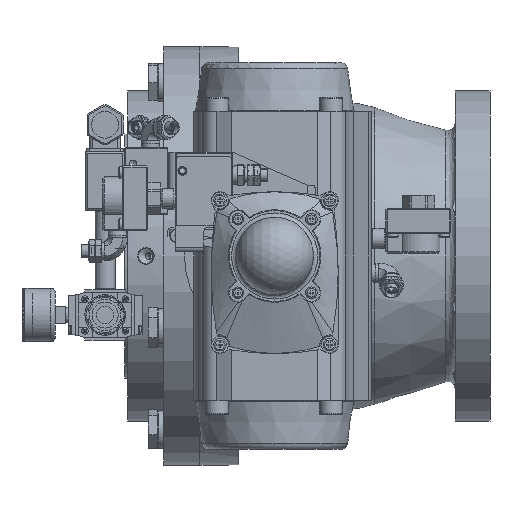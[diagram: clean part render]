
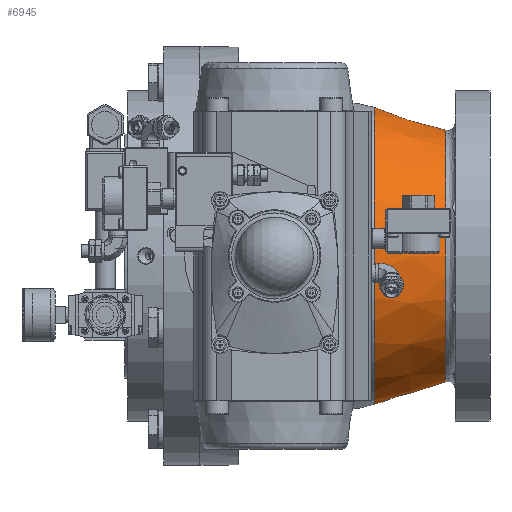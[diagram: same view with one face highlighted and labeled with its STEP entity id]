
A CAD part, front view. The second image highlights one B-rep face of the part: STEP entity #6945.
In plain terms, the highlighted conical face has half-angle 17.66 degrees and reference radius 79.018 mm.
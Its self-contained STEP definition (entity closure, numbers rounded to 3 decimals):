
#401=CARTESIAN_POINT('',(135.884,9.995,-97.688));
#402=VERTEX_POINT('',#401);
#403=CARTESIAN_POINT('',(135.884,9.995,-97.688));
#404=CARTESIAN_POINT('',(134.985,10.024,-97.973));
#405=CARTESIAN_POINT('',(134.041,9.917,-98.286));
#406=CARTESIAN_POINT('',(133.131,9.658,-98.603));
#407=CARTESIAN_POINT('',(132.207,9.396,-98.924));
#408=CARTESIAN_POINT('',(131.319,8.979,-99.248));
#409=CARTESIAN_POINT('',(130.526,8.441,-99.547));
#410=CARTESIAN_POINT('',(130.047,8.116,-99.727));
#411=CARTESIAN_POINT('',(129.603,7.747,-99.899));
#412=CARTESIAN_POINT('',(129.203,7.352,-100.055));
#413=CARTESIAN_POINT('',(128.984,7.135,-100.141));
#414=CARTESIAN_POINT('',(128.777,6.909,-100.223));
#415=CARTESIAN_POINT('',(128.576,6.667,-100.303));
#416=CARTESIAN_POINT('',(127.977,5.946,-100.543));
#417=CARTESIAN_POINT('',(127.457,5.102,-100.756));
#418=CARTESIAN_POINT('',(127.068,4.19,-100.918));
#419=CARTESIAN_POINT('',(126.68,3.278,-101.08));
#420=CARTESIAN_POINT('',(126.42,2.298,-101.19));
#421=CARTESIAN_POINT('',(126.301,1.325,-101.24));
#422=CARTESIAN_POINT('',(126.246,0.884,-101.264));
#423=CARTESIAN_POINT('',(126.22,0.446,-101.275));
#424=CARTESIAN_POINT('',(126.219,0.016,-101.275));
#425=CARTESIAN_POINT('',(126.219,-0.302,-101.275));
#426=CARTESIAN_POINT('',(126.232,-0.624,-101.269));
#427=CARTESIAN_POINT('',(126.261,-0.948,-101.257));
#428=CARTESIAN_POINT('',(126.347,-1.927,-101.221));
#429=CARTESIAN_POINT('',(126.573,-2.924,-101.125));
#430=CARTESIAN_POINT('',(126.934,-3.859,-100.974));
#431=CARTESIAN_POINT('',(127.258,-4.698,-100.838));
#432=CARTESIAN_POINT('',(127.691,-5.488,-100.659));
#433=CARTESIAN_POINT('',(128.201,-6.186,-100.454));
#434=CARTESIAN_POINT('',(128.42,-6.486,-100.365));
#435=CARTESIAN_POINT('',(128.653,-6.769,-100.272));
#436=CARTESIAN_POINT('',(128.896,-7.033,-100.176));
#437=CARTESIAN_POINT('',(129.105,-7.26,-100.094));
#438=CARTESIAN_POINT('',(129.323,-7.475,-100.008));
#439=CARTESIAN_POINT('',(129.556,-7.683,-99.918));
#440=CARTESIAN_POINT('',(130.256,-8.309,-99.646));
#441=CARTESIAN_POINT('',(131.075,-8.845,-99.337));
#442=CARTESIAN_POINT('',(131.956,-9.234,-99.019));
#443=CARTESIAN_POINT('',(132.601,-9.519,-98.786));
#444=CARTESIAN_POINT('',(133.28,-9.727,-98.548));
#445=CARTESIAN_POINT('',(133.966,-9.853,-98.316));
#446=CARTESIAN_POINT('',(134.481,-9.947,-98.142));
#447=CARTESIAN_POINT('',(134.999,-9.995,-97.972));
#448=CARTESIAN_POINT('',(135.506,-10.,-97.809));
#449=CARTESIAN_POINT('',(135.834,-10.003,-97.703));
#450=CARTESIAN_POINT('',(136.156,-9.988,-97.602));
#451=CARTESIAN_POINT('',(136.486,-9.956,-97.499));
#452=CARTESIAN_POINT('',(137.39,-9.867,-97.219));
#453=CARTESIAN_POINT('',(138.322,-9.635,-96.945));
#454=CARTESIAN_POINT('',(139.206,-9.263,-96.698));
#455=CARTESIAN_POINT('',(140.091,-8.89,-96.451));
#456=CARTESIAN_POINT('',(140.929,-8.376,-96.23));
#457=CARTESIAN_POINT('',(141.659,-7.769,-96.046));
#458=CARTESIAN_POINT('',(141.928,-7.545,-95.978));
#459=CARTESIAN_POINT('',(142.182,-7.309,-95.915));
#460=CARTESIAN_POINT('',(142.42,-7.066,-95.857));
#461=CARTESIAN_POINT('',(142.624,-6.856,-95.808));
#462=CARTESIAN_POINT('',(142.819,-6.639,-95.761));
#463=CARTESIAN_POINT('',(143.008,-6.408,-95.716));
#464=CARTESIAN_POINT('',(143.605,-5.677,-95.574));
#465=CARTESIAN_POINT('',(144.122,-4.828,-95.458));
#466=CARTESIAN_POINT('',(144.504,-3.918,-95.373));
#467=CARTESIAN_POINT('',(144.822,-3.159,-95.303));
#468=CARTESIAN_POINT('',(145.048,-2.358,-95.255));
#469=CARTESIAN_POINT('',(145.172,-1.558,-95.228));
#470=CARTESIAN_POINT('',(145.239,-1.131,-95.214));
#471=CARTESIAN_POINT('',(145.277,-0.705,-95.206));
#472=CARTESIAN_POINT('',(145.289,-0.287,-95.204));
#473=CARTESIAN_POINT('',(145.298,0.026,-95.202));
#474=CARTESIAN_POINT('',(145.292,0.335,-95.203));
#475=CARTESIAN_POINT('',(145.272,0.651,-95.207));
#476=CARTESIAN_POINT('',(145.211,1.593,-95.22));
#477=CARTESIAN_POINT('',(145.011,2.564,-95.262));
#478=CARTESIAN_POINT('',(144.674,3.485,-95.336));
#479=CARTESIAN_POINT('',(144.328,4.429,-95.412));
#480=CARTESIAN_POINT('',(143.837,5.321,-95.521));
#481=CARTESIAN_POINT('',(143.251,6.098,-95.658));
#482=CARTESIAN_POINT('',(143.042,6.375,-95.707));
#483=CARTESIAN_POINT('',(142.822,6.637,-95.76));
#484=CARTESIAN_POINT('',(142.594,6.883,-95.815));
#485=CARTESIAN_POINT('',(142.369,7.126,-95.87));
#486=CARTESIAN_POINT('',(142.131,7.358,-95.928));
#487=CARTESIAN_POINT('',(141.877,7.581,-95.991));
#488=CARTESIAN_POINT('',(141.17,8.205,-96.168));
#489=CARTESIAN_POINT('',(140.349,8.744,-96.381));
#490=CARTESIAN_POINT('',(139.475,9.145,-96.623));
#491=CARTESIAN_POINT('',(138.605,9.543,-96.864));
#492=CARTESIAN_POINT('',(137.68,9.804,-97.133));
#493=CARTESIAN_POINT('',(136.775,9.923,-97.41));
#494=CARTESIAN_POINT('',(136.475,9.962,-97.502));
#495=CARTESIAN_POINT('',(136.177,9.986,-97.595));
#496=CARTESIAN_POINT('',(135.884,9.995,-97.688));
#497=B_SPLINE_CURVE_WITH_KNOTS('',3,(#403,#404,#405,#406,#407,#408,#409,#410,#411,#412,#413,#414,#415,#416,#417,#418,#419,#420,#421,#422,#423,#424,#425,#426,#427,#428,#429,#430,#431,#432,#433,#434,#435,#436,#437,#438,#439,#440,#441,#442,#443,#444,#445,#446,#447,#448,#449,#450,#451,#452,#453,#454,#455,#456,#457,#458,#459,#460,#461,#462,#463,#464,#465,#466,#467,#468,#469,#470,#471,#472,#473,#474,#475,#476,#477,#478,#479,#480,#481,#482,#483,#484,#485,#486,#487,#488,#489,#490,#491,#492,#493,#494,#495,#496),.UNSPECIFIED.,.T.,.U.,(4,3,3,3,3,3,3,3,3,3,3,3,3,3,3,3,3,3,3,3,3,3,3,3,3,3,3,3,3,3,3,4),(0.0,0.283,0.57,0.744,0.839,1.124,1.408,1.537,1.632,1.919,2.176,2.286,2.382,2.669,2.879,3.037,3.139,3.418,3.698,3.801,3.89,4.169,4.402,4.527,4.619,4.897,5.182,5.283,5.383,5.663,5.942,6.034),.UNSPECIFIED.);
#498=EDGE_CURVE('',#402,#402,#497,.T.);
#6273=CARTESIAN_POINT('',(120.909,102.966,0.));
#6274=VERTEX_POINT('',#6273);
#6275=CARTESIAN_POINT('',(120.909,0.0,0.));
#6276=DIRECTION('',(-1.0,0.0,0.0));
#6277=DIRECTION('',(0.0,-1.0,0.0));
#6278=AXIS2_PLACEMENT_3D('',#6275,#6276,#6277);
#6279=CIRCLE('',#6278,102.966);
#6280=EDGE_CURVE('',#6274,#6274,#6279,.T.);
#6461=CARTESIAN_POINT('',(170.263,-87.253,0.));
#6462=VERTEX_POINT('',#6461);
#6463=CARTESIAN_POINT('',(170.263,0.,0.));
#6464=DIRECTION('',(1.0,0.0,0.0));
#6465=DIRECTION('',(0.0,1.0,0.0));
#6466=AXIS2_PLACEMENT_3D('',#6463,#6464,#6465);
#6467=CIRCLE('',#6466,87.253);
#6468=EDGE_CURVE('',#6462,#6462,#6467,.T.);
#6931=CARTESIAN_POINT('',(196.131,0.0,0.0));
#6932=DIRECTION('',(-1.0,0.0,0.0));
#6933=DIRECTION('',(0.0,1.0,0.0));
#6934=AXIS2_PLACEMENT_3D('',#6931,#6932,#6933);
#6935=CONICAL_SURFACE('',#6934,79.018,17.66);
#6936=ORIENTED_EDGE('',*,*,#498,.T.);
#6937=EDGE_LOOP('',(#6936));
#6938=FACE_OUTER_BOUND('',#6937,.T.);
#6939=ORIENTED_EDGE('',*,*,#6280,.F.);
#6940=EDGE_LOOP('',(#6939));
#6941=FACE_BOUND('',#6940,.T.);
#6942=ORIENTED_EDGE('',*,*,#6468,.F.);
#6943=EDGE_LOOP('',(#6942));
#6944=FACE_BOUND('',#6943,.T.);
#6945=ADVANCED_FACE('',(#6938,#6941,#6944),#6935,.T.);
